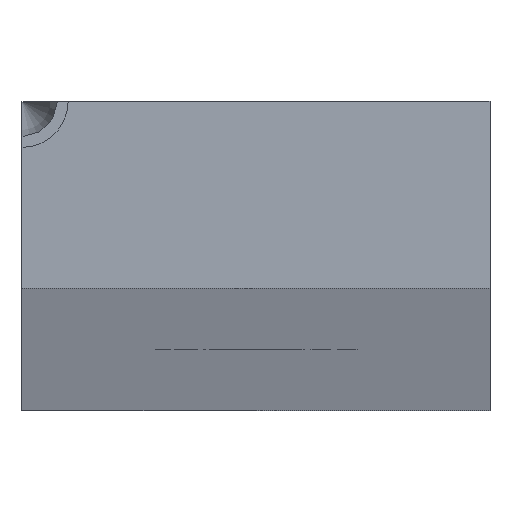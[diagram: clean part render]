
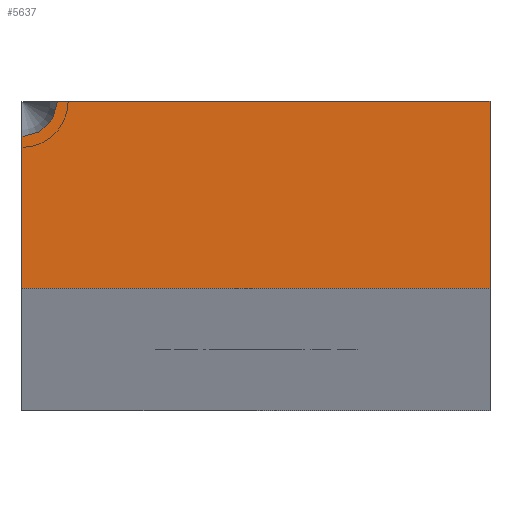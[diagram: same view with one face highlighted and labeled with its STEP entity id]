
A CAD part, top view. The second image highlights one B-rep face of the part: STEP entity #5637.
In plain terms, the highlighted planar face has unit normal (0, 0, 1).
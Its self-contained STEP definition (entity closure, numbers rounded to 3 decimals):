
#390 = CARTESIAN_POINT ( 'NONE',  ( -10., 2.485, 1500. ) ) ;
#716 = EDGE_CURVE ( 'NONE', #15291, #7324, #13956, .T. ) ;
#824 = EDGE_CURVE ( 'NONE', #1470, #16949, #16700, .T. ) ;
#1020 = DIRECTION ( 'NONE',  ( -1., 0., 0. ) ) ;
#1037 = VERTEX_POINT ( 'NONE', #14568 ) ;
#1470 = VERTEX_POINT ( 'NONE', #8434 ) ;
#1916 = CARTESIAN_POINT ( 'NONE',  ( 10., -4., 1500. ) ) ;
#2859 = CARTESIAN_POINT ( 'NONE',  ( -10., 4., 1500. ) ) ;
#3236 = CARTESIAN_POINT ( 'NONE',  ( -8.485, 4., 1500. ) ) ;
#4819 = CARTESIAN_POINT ( 'NONE',  ( -10., 4., 1500. ) ) ;
#5356 = DIRECTION ( 'NONE',  ( 0., 0., 1. ) ) ;
#5637 = ADVANCED_FACE ( 'NONE', ( #15718 ), #15865, .F. ) ;
#5933 = ORIENTED_EDGE ( 'NONE', *, *, #14659, .T. ) ;
#5935 = AXIS2_PLACEMENT_3D ( 'NONE', #6223, #11708, #1020 ) ;
#6223 = CARTESIAN_POINT ( 'NONE',  ( 0., 0., 1500. ) ) ;
#6581 = DIRECTION ( 'NONE',  ( -1., 0., 0. ) ) ;
#6712 = DIRECTION ( 'NONE',  ( -1., 0., 0. ) ) ;
#7135 = ORIENTED_EDGE ( 'NONE', *, *, #716, .F. ) ;
#7324 = VERTEX_POINT ( 'NONE', #3236 ) ;
#7688 = DIRECTION ( 'NONE',  ( 0., 1., 0. ) ) ;
#7835 = EDGE_CURVE ( 'NONE', #16949, #1037, #11775, .T. ) ;
#8434 = CARTESIAN_POINT ( 'NONE',  ( -10., -4., 1500. ) ) ;
#8538 = DIRECTION ( 'NONE',  ( 1., 0., 0. ) ) ;
#8872 = LINE ( 'NONE', #4819, #13118 ) ;
#9053 = VECTOR ( 'NONE', #8538, 1000. ) ;
#10381 = CARTESIAN_POINT ( 'NONE',  ( 10., -4., 1500. ) ) ;
#10927 = ORIENTED_EDGE ( 'NONE', *, *, #824, .T. ) ;
#11148 = VECTOR ( 'NONE', #7688, 1000. ) ;
#11692 = DIRECTION ( 'NONE',  ( 0., -1., 0. ) ) ;
#11708 = DIRECTION ( 'NONE',  ( 0., 0., -1. ) ) ;
#11775 = LINE ( 'NONE', #10381, #11148 ) ;
#12356 = EDGE_LOOP ( 'NONE', ( #7135, #12700, #10927, #14680, #5933 ) ) ;
#12436 = CARTESIAN_POINT ( 'NONE',  ( -10., -4., 1500. ) ) ;
#12700 = ORIENTED_EDGE ( 'NONE', *, *, #14971, .T. ) ;
#13118 = VECTOR ( 'NONE', #6581, 1000. ) ;
#13460 = CARTESIAN_POINT ( 'NONE',  ( -10., -4., 1500. ) ) ;
#13587 = VECTOR ( 'NONE', #11692, 1000. ) ;
#13956 = CIRCLE ( 'NONE', #16348, 1.515 ) ;
#14568 = CARTESIAN_POINT ( 'NONE',  ( 10., 4., 1500. ) ) ;
#14659 = EDGE_CURVE ( 'NONE', #1037, #7324, #8872, .T. ) ;
#14680 = ORIENTED_EDGE ( 'NONE', *, *, #7835, .T. ) ;
#14971 = EDGE_CURVE ( 'NONE', #15291, #1470, #15892, .T. ) ;
#15291 = VERTEX_POINT ( 'NONE', #390 ) ;
#15718 = FACE_OUTER_BOUND ( 'NONE', #12356, .T. ) ;
#15865 = PLANE ( 'NONE',  #5935 ) ;
#15892 = LINE ( 'NONE', #13460, #13587 ) ;
#16348 = AXIS2_PLACEMENT_3D ( 'NONE', #2859, #5356, #6712 ) ;
#16700 = LINE ( 'NONE', #12436, #9053 ) ;
#16949 = VERTEX_POINT ( 'NONE', #1916 ) ;
